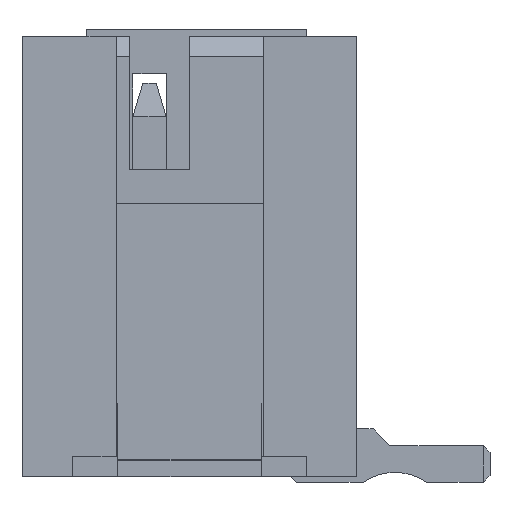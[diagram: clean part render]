
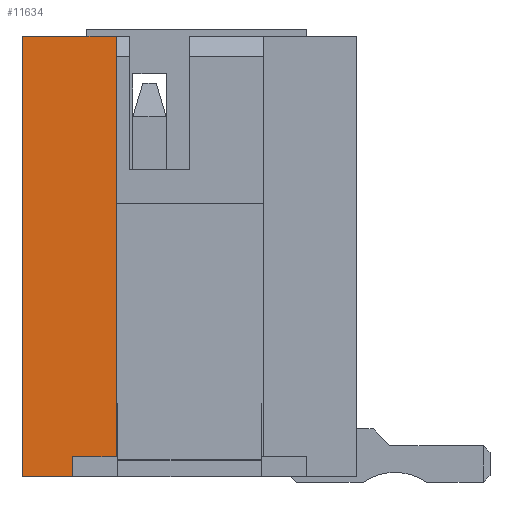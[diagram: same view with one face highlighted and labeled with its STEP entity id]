
A CAD part, left-side view. The second image highlights one B-rep face of the part: STEP entity #11634.
In plain terms, the highlighted face is planar.
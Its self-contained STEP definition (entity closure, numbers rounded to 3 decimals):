
#759=ORIENTED_EDGE('',*,*,#3064,.F.);
#760=ORIENTED_EDGE('',*,*,#3024,.F.);
#761=ORIENTED_EDGE('',*,*,#3014,.F.);
#762=ORIENTED_EDGE('',*,*,#3065,.T.);
#763=ORIENTED_EDGE('',*,*,#3066,.F.);
#764=ORIENTED_EDGE('',*,*,#3067,.F.);
#3014=EDGE_CURVE('',#4157,#4158,#5051,.T.);
#3024=EDGE_CURVE('',#4158,#4164,#5061,.T.);
#3064=EDGE_CURVE('',#4164,#4189,#5101,.T.);
#3065=EDGE_CURVE('',#4157,#4190,#5102,.T.);
#3066=EDGE_CURVE('',#4191,#4190,#5103,.T.);
#3067=EDGE_CURVE('',#4189,#4191,#5104,.T.);
#4157=VERTEX_POINT('',#15536);
#4158=VERTEX_POINT('',#15538);
#4164=VERTEX_POINT('',#15556);
#4189=VERTEX_POINT('',#15634);
#4190=VERTEX_POINT('',#15636);
#4191=VERTEX_POINT('',#15638);
#5051=LINE('',#15537,#6268);
#5061=LINE('',#15557,#6278);
#5101=LINE('',#15633,#6318);
#5102=LINE('',#15635,#6319);
#5103=LINE('',#15637,#6320);
#5104=LINE('',#15639,#6321);
#6268=VECTOR('',#13124,1000.);
#6278=VECTOR('',#13140,1000.);
#6318=VECTOR('',#13204,1000.);
#6319=VECTOR('',#13205,1000.);
#6320=VECTOR('',#13206,1000.);
#6321=VECTOR('',#13207,1000.);
#7165=EDGE_LOOP('',(#759,#760,#761,#762,#763,#764));
#7622=FACE_BOUND('',#7165,.T.);
#8069=PLANE('',#12088);
#11634=ADVANCED_FACE('',(#7622),#8069,.F.);
#12088=AXIS2_PLACEMENT_3D('',#15632,#13202,#13203);
#13124=DIRECTION('',(0.,-1.,0.));
#13140=DIRECTION('',(0.,0.,-1.));
#13202=DIRECTION('',(-1.,0.,0.));
#13203=DIRECTION('',(0.,0.,1.));
#13204=DIRECTION('',(0.,-1.,0.));
#13205=DIRECTION('',(0.,0.,1.));
#13206=DIRECTION('',(0.,1.,0.));
#13207=DIRECTION('',(0.,0.,1.));
#15536=CARTESIAN_POINT('',(12.,-1.1,-3.));
#15537=CARTESIAN_POINT('',(12.,0.,-3.));
#15538=CARTESIAN_POINT('',(12.,-1.75,-3.));
#15556=CARTESIAN_POINT('',(12.,-1.75,-3.3));
#15557=CARTESIAN_POINT('',(12.,-1.75,-3.));
#15632=CARTESIAN_POINT('',(12.,0.,0.));
#15633=CARTESIAN_POINT('',(12.,2.5,-3.3));
#15634=CARTESIAN_POINT('',(12.,-2.5,-3.3));
#15635=CARTESIAN_POINT('',(12.,-1.1,-2.2));
#15636=CARTESIAN_POINT('',(12.,-1.1,3.3));
#15637=CARTESIAN_POINT('',(12.,-2.5,3.3));
#15638=CARTESIAN_POINT('',(12.,-2.5,3.3));
#15639=CARTESIAN_POINT('',(12.,-2.5,-3.3));
